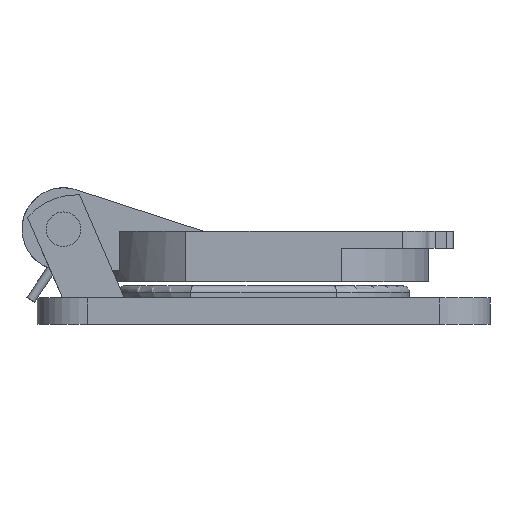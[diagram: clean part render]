
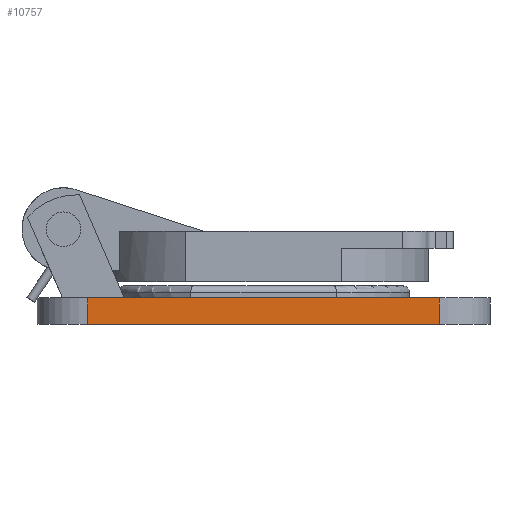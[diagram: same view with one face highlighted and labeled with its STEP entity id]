
A CAD part, front view. The second image highlights one B-rep face of the part: STEP entity #10757.
In plain terms, the highlighted planar face has unit normal (0, -1, 0).
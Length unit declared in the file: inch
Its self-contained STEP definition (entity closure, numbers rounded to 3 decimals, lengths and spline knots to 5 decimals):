
#372 = CARTESIAN_POINT ( 'NONE',  ( 0.87, -1.865, -0.13 ) ) ;
#398 = VECTOR ( 'NONE', #11204, 39.37008 ) ;
#758 = LINE ( 'NONE', #2062, #398 ) ;
#786 = ORIENTED_EDGE ( 'NONE', *, *, #5775, .F. ) ;
#951 = AXIS2_PLACEMENT_3D ( 'NONE', #11455, #12615, #5755 ) ;
#1094 = FACE_OUTER_BOUND ( 'NONE', #3690, .T. ) ;
#1472 = DIRECTION ( 'NONE',  ( 1., 0., 0. ) ) ;
#2062 = CARTESIAN_POINT ( 'NONE',  ( 0.87, -1.865, -0.13 ) ) ;
#2154 = LINE ( 'NONE', #8579, #7855 ) ;
#2641 = CARTESIAN_POINT ( 'NONE',  ( -0.87, -1.865, -0.13 ) ) ;
#2901 = DIRECTION ( 'NONE',  ( 0., 0., -1. ) ) ;
#3648 = VECTOR ( 'NONE', #1472, 39.37008 ) ;
#3690 = EDGE_LOOP ( 'NONE', ( #786, #10660, #5435, #4139 ) ) ;
#4139 = ORIENTED_EDGE ( 'NONE', *, *, #12787, .T. ) ;
#4172 = VERTEX_POINT ( 'NONE', #6990 ) ;
#4615 = PLANE ( 'NONE',  #951 ) ;
#4727 = LINE ( 'NONE', #9451, #3648 ) ;
#5364 = VERTEX_POINT ( 'NONE', #2641 ) ;
#5435 = ORIENTED_EDGE ( 'NONE', *, *, #14158, .T. ) ;
#5755 = DIRECTION ( 'NONE',  ( 0., 0., -1. ) ) ;
#5775 = EDGE_CURVE ( 'NONE', #4172, #8723, #8138, .T. ) ;
#6990 = CARTESIAN_POINT ( 'NONE',  ( -0.87, -1.865, 0. ) ) ;
#7855 = VECTOR ( 'NONE', #2901, 39.37008 ) ;
#8138 = LINE ( 'NONE', #13310, #13917 ) ;
#8579 = CARTESIAN_POINT ( 'NONE',  ( -0.87, -1.865, -0.13 ) ) ;
#8723 = VERTEX_POINT ( 'NONE', #9054 ) ;
#9054 = CARTESIAN_POINT ( 'NONE',  ( 0.87, -1.865, 0. ) ) ;
#9451 = CARTESIAN_POINT ( 'NONE',  ( -1.12, -1.865, -0.13 ) ) ;
#10660 = ORIENTED_EDGE ( 'NONE', *, *, #11625, .T. ) ;
#10757 = ADVANCED_FACE ( 'NONE', ( #1094 ), #4615, .T. ) ;
#11014 = VERTEX_POINT ( 'NONE', #372 ) ;
#11034 = DIRECTION ( 'NONE',  ( 1., 0., 0. ) ) ;
#11204 = DIRECTION ( 'NONE',  ( 0., 0., 1. ) ) ;
#11455 = CARTESIAN_POINT ( 'NONE',  ( -1.12, -1.865, -0.13 ) ) ;
#11625 = EDGE_CURVE ( 'NONE', #4172, #5364, #2154, .T. ) ;
#12615 = DIRECTION ( 'NONE',  ( 0., -1., 0. ) ) ;
#12787 = EDGE_CURVE ( 'NONE', #11014, #8723, #758, .T. ) ;
#13310 = CARTESIAN_POINT ( 'NONE',  ( -1.12, -1.865, 0. ) ) ;
#13917 = VECTOR ( 'NONE', #11034, 39.37008 ) ;
#14158 = EDGE_CURVE ( 'NONE', #5364, #11014, #4727, .T. ) ;
